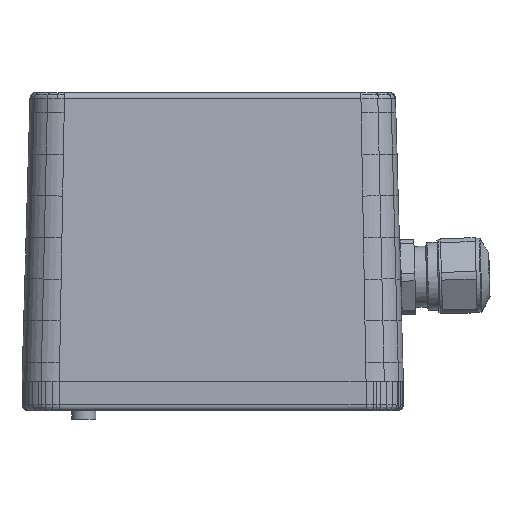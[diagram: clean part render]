
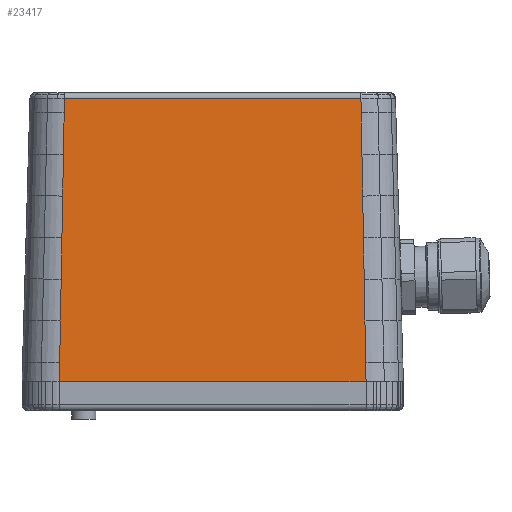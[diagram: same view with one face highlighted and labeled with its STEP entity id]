
A CAD part, front view. The second image highlights one B-rep face of the part: STEP entity #23417.
In plain terms, the highlighted planar face has unit normal (0, -1, 0.028).
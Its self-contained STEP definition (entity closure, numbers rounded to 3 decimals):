
#9252=CARTESIAN_POINT('Vertex',(26.538,-57.941,0.)) ;
#9255=CARTESIAN_POINT('Line Origine',(0.,-57.941,0.)) ;
#9259=CARTESIAN_POINT('Vertex',(-26.538,-57.941,0.)) ;
#23265=CARTESIAN_POINT('Vertex',(26.479,-57.849,3.309)) ;
#23269=CARTESIAN_POINT('Control Point',(26.538,-57.941,0.)) ;
#23270=CARTESIAN_POINT('Control Point',(26.519,-57.911,1.103)) ;
#23271=CARTESIAN_POINT('Control Point',(26.499,-57.88,2.206)) ;
#23272=CARTESIAN_POINT('Control Point',(26.479,-57.849,3.309)) ;
#23282=CARTESIAN_POINT('Axis2P3D Location',(-0.441,-57.257,24.504)) ;
#23287=CARTESIAN_POINT('Line Origine',(26.414,-57.748,6.911)) ;
#23291=CARTESIAN_POINT('Vertex',(26.349,-57.648,10.513)) ;
#23294=CARTESIAN_POINT('Line Origine',(26.284,-57.547,14.116)) ;
#23298=CARTESIAN_POINT('Vertex',(26.219,-57.446,17.718)) ;
#23301=CARTESIAN_POINT('Line Origine',(26.155,-57.346,21.32)) ;
#23305=CARTESIAN_POINT('Vertex',(26.09,-57.245,24.922)) ;
#23308=CARTESIAN_POINT('Line Origine',(26.025,-57.145,28.525)) ;
#23312=CARTESIAN_POINT('Vertex',(25.96,-57.044,32.127)) ;
#23315=CARTESIAN_POINT('Line Origine',(25.895,-56.943,35.729)) ;
#23319=CARTESIAN_POINT('Vertex',(25.83,-56.843,39.331)) ;
#23322=CARTESIAN_POINT('Line Origine',(25.766,-56.742,42.933)) ;
#23326=CARTESIAN_POINT('Vertex',(25.701,-56.641,46.536)) ;
#23329=CARTESIAN_POINT('Line Origine',(25.678,-56.606,47.797)) ;
#23333=CARTESIAN_POINT('Vertex',(25.655,-56.571,49.058)) ;
#23336=CARTESIAN_POINT('Line Origine',(0.,-56.571,49.058)) ;
#23340=CARTESIAN_POINT('Vertex',(-25.655,-56.571,49.058)) ;
#23343=CARTESIAN_POINT('Line Origine',(-25.678,-56.606,47.797)) ;
#23347=CARTESIAN_POINT('Vertex',(-25.701,-56.641,46.536)) ;
#23350=CARTESIAN_POINT('Line Origine',(-25.766,-56.742,42.933)) ;
#23354=CARTESIAN_POINT('Vertex',(-25.83,-56.843,39.331)) ;
#23357=CARTESIAN_POINT('Line Origine',(-25.895,-56.943,35.729)) ;
#23361=CARTESIAN_POINT('Vertex',(-25.96,-57.044,32.127)) ;
#23364=CARTESIAN_POINT('Line Origine',(-26.025,-57.145,28.525)) ;
#23368=CARTESIAN_POINT('Vertex',(-26.09,-57.245,24.922)) ;
#23371=CARTESIAN_POINT('Line Origine',(-26.155,-57.346,21.32)) ;
#23375=CARTESIAN_POINT('Vertex',(-26.219,-57.446,17.718)) ;
#23378=CARTESIAN_POINT('Line Origine',(-26.284,-57.547,14.116)) ;
#23382=CARTESIAN_POINT('Vertex',(-26.349,-57.648,10.513)) ;
#23385=CARTESIAN_POINT('Line Origine',(-26.414,-57.748,6.911)) ;
#23389=CARTESIAN_POINT('Vertex',(-26.479,-57.849,3.309)) ;
#23392=CARTESIAN_POINT('Line Origine',(-26.509,-57.895,1.655)) ;
#9257=VECTOR('Line Direction',#9256,1.) ;
#23289=VECTOR('Line Direction',#23288,1.) ;
#23296=VECTOR('Line Direction',#23295,1.) ;
#23303=VECTOR('Line Direction',#23302,1.) ;
#23310=VECTOR('Line Direction',#23309,1.) ;
#23317=VECTOR('Line Direction',#23316,1.) ;
#23324=VECTOR('Line Direction',#23323,1.) ;
#23331=VECTOR('Line Direction',#23330,1.) ;
#23338=VECTOR('Line Direction',#23337,1.) ;
#23345=VECTOR('Line Direction',#23344,1.) ;
#23352=VECTOR('Line Direction',#23351,1.) ;
#23359=VECTOR('Line Direction',#23358,1.) ;
#23366=VECTOR('Line Direction',#23365,1.) ;
#23373=VECTOR('Line Direction',#23372,1.) ;
#23380=VECTOR('Line Direction',#23379,1.) ;
#23387=VECTOR('Line Direction',#23386,1.) ;
#23394=VECTOR('Line Direction',#23393,1.) ;
#9256=DIRECTION('Vector Direction',(1.,0.,0.)) ;
#23283=DIRECTION('Axis2P3D Direction',(0.,-1.,0.028)) ;
#23284=DIRECTION('Axis2P3D XDirection',(0.,-0.028,-1.)) ;
#23288=DIRECTION('Vector Direction',(0.018,-0.028,-0.999)) ;
#23295=DIRECTION('Vector Direction',(0.018,-0.028,-0.999)) ;
#23302=DIRECTION('Vector Direction',(0.018,-0.028,-0.999)) ;
#23309=DIRECTION('Vector Direction',(0.018,-0.028,-0.999)) ;
#23316=DIRECTION('Vector Direction',(0.018,-0.028,-0.999)) ;
#23323=DIRECTION('Vector Direction',(0.018,-0.028,-0.999)) ;
#23330=DIRECTION('Vector Direction',(0.018,-0.028,-0.999)) ;
#23337=DIRECTION('Vector Direction',(1.,0.,0.)) ;
#23344=DIRECTION('Vector Direction',(-0.018,-0.028,-0.999)) ;
#23351=DIRECTION('Vector Direction',(-0.018,-0.028,-0.999)) ;
#23358=DIRECTION('Vector Direction',(-0.018,-0.028,-0.999)) ;
#23365=DIRECTION('Vector Direction',(-0.018,-0.028,-0.999)) ;
#23372=DIRECTION('Vector Direction',(-0.018,-0.028,-0.999)) ;
#23379=DIRECTION('Vector Direction',(-0.018,-0.028,-0.999)) ;
#23386=DIRECTION('Vector Direction',(-0.018,-0.028,-0.999)) ;
#23393=DIRECTION('Vector Direction',(-0.018,-0.028,-0.999)) ;
#23285=AXIS2_PLACEMENT_3D('Plane Axis2P3D',#23282,#23283,#23284) ;
#9258=LINE('Line',#9255,#9257) ;
#23290=LINE('Line',#23287,#23289) ;
#23297=LINE('Line',#23294,#23296) ;
#23304=LINE('Line',#23301,#23303) ;
#23311=LINE('Line',#23308,#23310) ;
#23318=LINE('Line',#23315,#23317) ;
#23325=LINE('Line',#23322,#23324) ;
#23332=LINE('Line',#23329,#23331) ;
#23339=LINE('Line',#23336,#23338) ;
#23346=LINE('Line',#23343,#23345) ;
#23353=LINE('Line',#23350,#23352) ;
#23360=LINE('Line',#23357,#23359) ;
#23367=LINE('Line',#23364,#23366) ;
#23374=LINE('Line',#23371,#23373) ;
#23381=LINE('Line',#23378,#23380) ;
#23388=LINE('Line',#23385,#23387) ;
#23395=LINE('Line',#23392,#23394) ;
#23286=PLANE('',#23285) ;
#9261=EDGE_CURVE('',#9260,#9253,#9258,.T.) ;
#23273=EDGE_CURVE('',#23266,#9253,#23268,.F.) ;
#23293=EDGE_CURVE('',#23292,#23266,#23290,.T.) ;
#23300=EDGE_CURVE('',#23299,#23292,#23297,.T.) ;
#23307=EDGE_CURVE('',#23306,#23299,#23304,.T.) ;
#23314=EDGE_CURVE('',#23313,#23306,#23311,.T.) ;
#23321=EDGE_CURVE('',#23320,#23313,#23318,.T.) ;
#23328=EDGE_CURVE('',#23327,#23320,#23325,.T.) ;
#23335=EDGE_CURVE('',#23334,#23327,#23332,.T.) ;
#23342=EDGE_CURVE('',#23341,#23334,#23339,.T.) ;
#23349=EDGE_CURVE('',#23341,#23348,#23346,.T.) ;
#23356=EDGE_CURVE('',#23348,#23355,#23353,.T.) ;
#23363=EDGE_CURVE('',#23355,#23362,#23360,.T.) ;
#23370=EDGE_CURVE('',#23362,#23369,#23367,.T.) ;
#23377=EDGE_CURVE('',#23369,#23376,#23374,.T.) ;
#23384=EDGE_CURVE('',#23376,#23383,#23381,.T.) ;
#23391=EDGE_CURVE('',#23383,#23390,#23388,.T.) ;
#23396=EDGE_CURVE('',#23390,#9260,#23395,.T.) ;
#23398=ORIENTED_EDGE('',*,*,#9261,.T.) ;
#23399=ORIENTED_EDGE('',*,*,#23273,.F.) ;
#23400=ORIENTED_EDGE('',*,*,#23293,.F.) ;
#23401=ORIENTED_EDGE('',*,*,#23300,.F.) ;
#23402=ORIENTED_EDGE('',*,*,#23307,.F.) ;
#23403=ORIENTED_EDGE('',*,*,#23314,.F.) ;
#23404=ORIENTED_EDGE('',*,*,#23321,.F.) ;
#23405=ORIENTED_EDGE('',*,*,#23328,.F.) ;
#23406=ORIENTED_EDGE('',*,*,#23335,.F.) ;
#23407=ORIENTED_EDGE('',*,*,#23342,.F.) ;
#23408=ORIENTED_EDGE('',*,*,#23349,.T.) ;
#23409=ORIENTED_EDGE('',*,*,#23356,.T.) ;
#23410=ORIENTED_EDGE('',*,*,#23363,.T.) ;
#23411=ORIENTED_EDGE('',*,*,#23370,.T.) ;
#23412=ORIENTED_EDGE('',*,*,#23377,.T.) ;
#23413=ORIENTED_EDGE('',*,*,#23384,.T.) ;
#23414=ORIENTED_EDGE('',*,*,#23391,.T.) ;
#23415=ORIENTED_EDGE('',*,*,#23396,.T.) ;
#23397=EDGE_LOOP('',(#23398,#23399,#23400,#23401,#23402,#23403,#23404,#23405,#23406,#23407,#23408,#23409,#23410,#23411,#23412,#23413,#23414,#23415)) ;
#9253=VERTEX_POINT('',#9252) ;
#9260=VERTEX_POINT('',#9259) ;
#23266=VERTEX_POINT('',#23265) ;
#23292=VERTEX_POINT('',#23291) ;
#23299=VERTEX_POINT('',#23298) ;
#23306=VERTEX_POINT('',#23305) ;
#23313=VERTEX_POINT('',#23312) ;
#23320=VERTEX_POINT('',#23319) ;
#23327=VERTEX_POINT('',#23326) ;
#23334=VERTEX_POINT('',#23333) ;
#23341=VERTEX_POINT('',#23340) ;
#23348=VERTEX_POINT('',#23347) ;
#23355=VERTEX_POINT('',#23354) ;
#23362=VERTEX_POINT('',#23361) ;
#23369=VERTEX_POINT('',#23368) ;
#23376=VERTEX_POINT('',#23375) ;
#23383=VERTEX_POINT('',#23382) ;
#23390=VERTEX_POINT('',#23389) ;
#23417=ADVANCED_FACE('Face108',(#23416),#23286,.T.) ;
#23268=B_SPLINE_CURVE_WITH_KNOTS('',3,(#23269,#23270,#23271,#23272),.UNSPECIFIED.,.F.,.U.,(4,4),(3.897,7.208),.UNSPECIFIED.) ;
#23416=FACE_OUTER_BOUND('',#23397,.T.) ;
